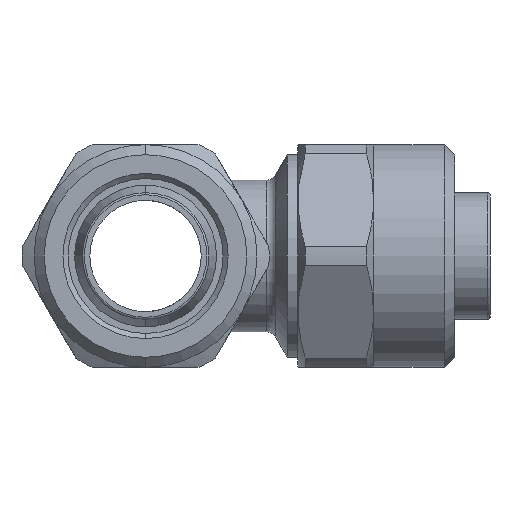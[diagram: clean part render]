
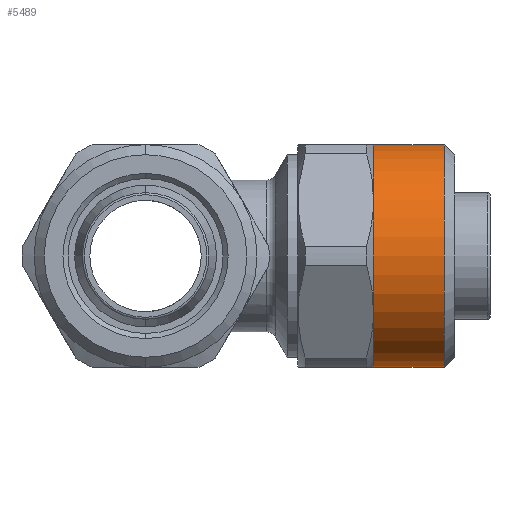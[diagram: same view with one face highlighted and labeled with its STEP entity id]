
A CAD part, left-side view. The second image highlights one B-rep face of the part: STEP entity #5489.
In plain terms, the highlighted cylindrical face has radius 11 mm (diameter 22 mm), a partial arc.
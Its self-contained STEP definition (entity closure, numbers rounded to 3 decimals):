
#1357 = DIRECTION ( 'NONE',  ( 0., 0., -1. ) ) ;
#1358 = DIRECTION ( 'NONE',  ( 0., 1., 0. ) ) ;
#1359 = CARTESIAN_POINT ( 'NONE',  ( 0., -11.787, 0. ) ) ;
#1695 = VERTEX_POINT ( 'NONE', #5433 ) ;
#1737 = VERTEX_POINT ( 'NONE', #5397 ) ;
#1740 = VERTEX_POINT ( 'NONE', #5392 ) ;
#1742 = VERTEX_POINT ( 'NONE', #5388 ) ;
#1744 = VERTEX_POINT ( 'NONE', #5373 ) ;
#1747 = VERTEX_POINT ( 'NONE', #5366 ) ;
#1920 = AXIS2_PLACEMENT_3D ( 'NONE', #2676, #2681, #2677 ) ;
#1928 = VECTOR ( 'NONE', #2669, 1000. ) ;
#1936 = AXIS2_PLACEMENT_3D ( 'NONE', #4991, #4989, #4980 ) ;
#1949 = AXIS2_PLACEMENT_3D ( 'NONE', #5079, #5074, #5073 ) ;
#1953 = AXIS2_PLACEMENT_3D ( 'NONE', #2668, #2666, #2675 ) ;
#1969 = CIRCLE ( 'NONE', #1920, 11. ) ;
#2005 = VECTOR ( 'NONE', #5143, 1000. ) ;
#2011 = CIRCLE ( 'NONE', #1953, 11. ) ;
#2050 = CIRCLE ( 'NONE', #1936, 11. ) ;
#2062 = CIRCLE ( 'NONE', #1949, 11. ) ;
#2514 = AXIS2_PLACEMENT_3D ( 'NONE', #1359, #1358, #1357 ) ;
#2660 = CARTESIAN_POINT ( 'NONE',  ( 0., -11.787, -11. ) ) ;
#2666 = DIRECTION ( 'NONE',  ( 0., 1., 0. ) ) ;
#2668 = CARTESIAN_POINT ( 'NONE',  ( 0., -22.5, 0. ) ) ;
#2669 = DIRECTION ( 'NONE',  ( 0., 1., 0. ) ) ;
#2675 = DIRECTION ( 'NONE',  ( 0., 0., -1. ) ) ;
#2676 = CARTESIAN_POINT ( 'NONE',  ( 0., -29.5, 0. ) ) ;
#2677 = DIRECTION ( 'NONE',  ( 0., 0., -1. ) ) ;
#2681 = DIRECTION ( 'NONE',  ( 0., 1., 0. ) ) ;
#3130 = EDGE_CURVE ( 'NONE', #1695, #1747, #1969, .T. ) ;
#3136 = EDGE_CURVE ( 'NONE', #1695, #1744, #4019, .T. ) ;
#3139 = EDGE_CURVE ( 'NONE', #1744, #1742, #2011, .T. ) ;
#3150 = EDGE_CURVE ( 'NONE', #1742, #1740, #2062, .T. ) ;
#3157 = EDGE_CURVE ( 'NONE', #1740, #1737, #2050, .T. ) ;
#3160 = EDGE_CURVE ( 'NONE', #1747, #1737, #4011, .T. ) ;
#3362 = FACE_OUTER_BOUND ( 'NONE', #6045, .T. ) ;
#3385 = CYLINDRICAL_SURFACE ( 'NONE', #2514, 11. ) ;
#4011 = LINE ( 'NONE', #5144, #2005 ) ;
#4019 = LINE ( 'NONE', #2660, #1928 ) ;
#4980 = DIRECTION ( 'NONE',  ( 0., 0., -1. ) ) ;
#4989 = DIRECTION ( 'NONE',  ( 0., 1., 0. ) ) ;
#4991 = CARTESIAN_POINT ( 'NONE',  ( 0., -22.5, 0. ) ) ;
#5073 = DIRECTION ( 'NONE',  ( 0., 0., -1. ) ) ;
#5074 = DIRECTION ( 'NONE',  ( 0., 1., 0. ) ) ;
#5079 = CARTESIAN_POINT ( 'NONE',  ( 0., -22.5, 0. ) ) ;
#5143 = DIRECTION ( 'NONE',  ( 0., 1., 0. ) ) ;
#5144 = CARTESIAN_POINT ( 'NONE',  ( 0., -11.787, 11. ) ) ;
#5366 = CARTESIAN_POINT ( 'NONE',  ( 0., -29.5, 11. ) ) ;
#5373 = CARTESIAN_POINT ( 'NONE',  ( 0., -22.5, -11. ) ) ;
#5388 = CARTESIAN_POINT ( 'NONE',  ( -9.526, -22.5, -5.5 ) ) ;
#5392 = CARTESIAN_POINT ( 'NONE',  ( -9.526, -22.5, 5.5 ) ) ;
#5397 = CARTESIAN_POINT ( 'NONE',  ( 0., -22.5, 11. ) ) ;
#5433 = CARTESIAN_POINT ( 'NONE',  ( 0., -29.5, -11. ) ) ;
#5489 = ADVANCED_FACE ( 'NONE', ( #3362 ), #3385, .T. ) ;
#6045 = EDGE_LOOP ( 'NONE', ( #6404, #6367, #6430, #6341, #6433, #6450 ) ) ;
#6341 = ORIENTED_EDGE ( 'NONE', *, *, #3150, .F. ) ;
#6367 = ORIENTED_EDGE ( 'NONE', *, *, #3160, .T. ) ;
#6404 = ORIENTED_EDGE ( 'NONE', *, *, #3130, .T. ) ;
#6430 = ORIENTED_EDGE ( 'NONE', *, *, #3157, .F. ) ;
#6433 = ORIENTED_EDGE ( 'NONE', *, *, #3139, .F. ) ;
#6450 = ORIENTED_EDGE ( 'NONE', *, *, #3136, .F. ) ;
